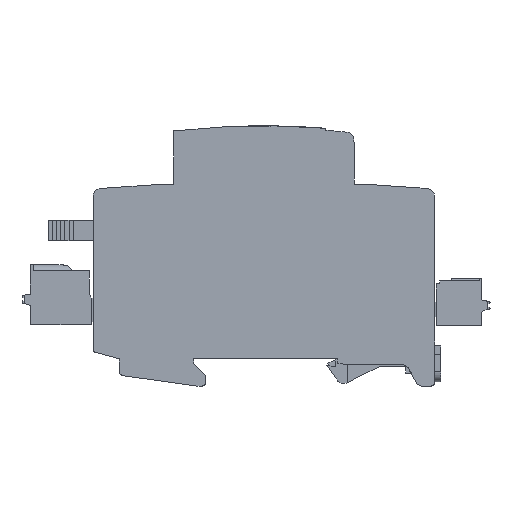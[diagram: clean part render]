
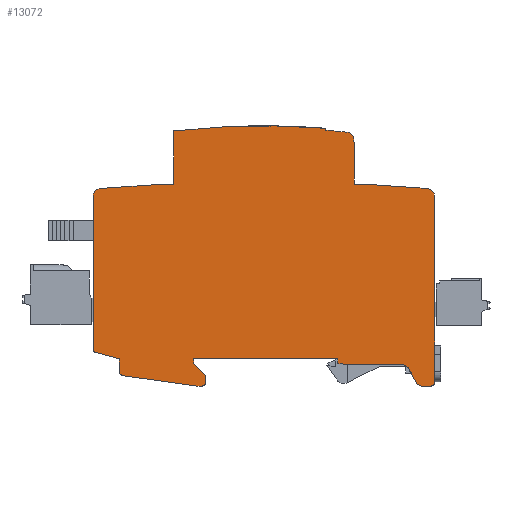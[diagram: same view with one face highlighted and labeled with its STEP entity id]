
A CAD part, left-side view. The second image highlights one B-rep face of the part: STEP entity #13072.
In plain terms, the highlighted planar face has unit normal (-1, 0, 0).
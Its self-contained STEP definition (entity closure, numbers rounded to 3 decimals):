
#365=CIRCLE('',#13879,200.);
#382=CIRCLE('',#13937,1.);
#384=CIRCLE('',#13943,1.5);
#386=CIRCLE('',#13947,1.5);
#387=CIRCLE('',#13952,199.5);
#389=CIRCLE('',#13955,2.);
#391=CIRCLE('',#13961,2.);
#397=CIRCLE('',#13975,1.);
#399=CIRCLE('',#13980,1.);
#401=CIRCLE('',#13985,1.);
#403=CIRCLE('',#13988,2.);
#1795=ORIENTED_EDGE('',*,*,#5278,.F.);
#1796=ORIENTED_EDGE('',*,*,#5363,.F.);
#1797=ORIENTED_EDGE('',*,*,#5360,.F.);
#1798=ORIENTED_EDGE('',*,*,#5357,.F.);
#1799=ORIENTED_EDGE('',*,*,#5015,.F.);
#1800=ORIENTED_EDGE('',*,*,#5355,.F.);
#1801=ORIENTED_EDGE('',*,*,#5352,.F.);
#1802=ORIENTED_EDGE('',*,*,#5349,.F.);
#1803=ORIENTED_EDGE('',*,*,#5346,.F.);
#1804=ORIENTED_EDGE('',*,*,#5343,.F.);
#1805=ORIENTED_EDGE('',*,*,#5324,.F.);
#1806=ORIENTED_EDGE('',*,*,#5321,.F.);
#1807=ORIENTED_EDGE('',*,*,#5318,.F.);
#1808=ORIENTED_EDGE('',*,*,#5315,.F.);
#1809=ORIENTED_EDGE('',*,*,#5312,.F.);
#1810=ORIENTED_EDGE('',*,*,#5076,.F.);
#1811=ORIENTED_EDGE('',*,*,#5160,.F.);
#1812=ORIENTED_EDGE('',*,*,#5156,.F.);
#1813=ORIENTED_EDGE('',*,*,#5277,.F.);
#1814=ORIENTED_EDGE('',*,*,#5275,.T.);
#1815=ORIENTED_EDGE('',*,*,#5271,.F.);
#1816=ORIENTED_EDGE('',*,*,#5268,.F.);
#1817=ORIENTED_EDGE('',*,*,#5260,.F.);
#1818=ORIENTED_EDGE('',*,*,#5251,.F.);
#1819=ORIENTED_EDGE('',*,*,#5220,.F.);
#1820=ORIENTED_EDGE('',*,*,#5299,.F.);
#1821=ORIENTED_EDGE('',*,*,#5296,.F.);
#1822=ORIENTED_EDGE('',*,*,#5293,.F.);
#1823=ORIENTED_EDGE('',*,*,#5290,.F.);
#1824=ORIENTED_EDGE('',*,*,#5287,.F.);
#1825=ORIENTED_EDGE('',*,*,#5284,.F.);
#1826=ORIENTED_EDGE('',*,*,#5281,.F.);
#1827=ORIENTED_EDGE('',*,*,#5023,.F.);
#5015=EDGE_CURVE('',#6807,#6808,#8076,.T.);
#5023=EDGE_CURVE('',#6815,#6816,#365,.T.);
#5076=EDGE_CURVE('',#6866,#6867,#8129,.T.);
#5156=EDGE_CURVE('',#6931,#6932,#8208,.T.);
#5160=EDGE_CURVE('',#6932,#6866,#8212,.T.);
#5220=EDGE_CURVE('',#6974,#6975,#8267,.T.);
#5251=EDGE_CURVE('',#6975,#6995,#382,.T.);
#5260=EDGE_CURVE('',#6995,#7000,#8297,.T.);
#5268=EDGE_CURVE('',#7000,#7005,#384,.T.);
#5271=EDGE_CURVE('',#7005,#7007,#8306,.T.);
#5275=EDGE_CURVE('',#7009,#7007,#386,.T.);
#5277=EDGE_CURVE('',#7009,#6931,#8310,.T.);
#5278=EDGE_CURVE('',#7010,#6815,#8311,.T.);
#5281=EDGE_CURVE('',#6816,#7012,#8314,.T.);
#5284=EDGE_CURVE('',#7012,#7014,#387,.T.);
#5287=EDGE_CURVE('',#7014,#7016,#389,.T.);
#5290=EDGE_CURVE('',#7016,#7018,#8319,.T.);
#5293=EDGE_CURVE('',#7018,#7020,#8322,.T.);
#5296=EDGE_CURVE('',#7020,#7022,#8325,.T.);
#5299=EDGE_CURVE('',#7022,#6974,#391,.T.);
#5312=EDGE_CURVE('',#6867,#7030,#8335,.T.);
#5315=EDGE_CURVE('',#7030,#7032,#8338,.T.);
#5318=EDGE_CURVE('',#7032,#7034,#8341,.T.);
#5321=EDGE_CURVE('',#7034,#7036,#397,.T.);
#5324=EDGE_CURVE('',#7036,#7038,#8345,.T.);
#5343=EDGE_CURVE('',#7038,#7056,#8364,.T.);
#5346=EDGE_CURVE('',#7056,#7058,#399,.T.);
#5349=EDGE_CURVE('',#7058,#7060,#8368,.T.);
#5352=EDGE_CURVE('',#7060,#7062,#8371,.T.);
#5355=EDGE_CURVE('',#7062,#6807,#401,.T.);
#5357=EDGE_CURVE('',#6808,#7064,#403,.T.);
#5360=EDGE_CURVE('',#7064,#7066,#8375,.T.);
#5363=EDGE_CURVE('',#7066,#7010,#8378,.T.);
#6807=VERTEX_POINT('',#19528);
#6808=VERTEX_POINT('',#19529);
#6815=VERTEX_POINT('',#19545);
#6816=VERTEX_POINT('',#19546);
#6866=VERTEX_POINT('',#19695);
#6867=VERTEX_POINT('',#19697);
#6931=VERTEX_POINT('',#19852);
#6932=VERTEX_POINT('',#19854);
#6974=VERTEX_POINT('',#19971);
#6975=VERTEX_POINT('',#19973);
#6995=VERTEX_POINT('',#20034);
#7000=VERTEX_POINT('',#20050);
#7005=VERTEX_POINT('',#20065);
#7007=VERTEX_POINT('',#20071);
#7009=VERTEX_POINT('',#20076);
#7010=VERTEX_POINT('',#20084);
#7012=VERTEX_POINT('',#20090);
#7014=VERTEX_POINT('',#20096);
#7016=VERTEX_POINT('',#20102);
#7018=VERTEX_POINT('',#20108);
#7020=VERTEX_POINT('',#20114);
#7022=VERTEX_POINT('',#20120);
#7030=VERTEX_POINT('',#20150);
#7032=VERTEX_POINT('',#20156);
#7034=VERTEX_POINT('',#20162);
#7036=VERTEX_POINT('',#20168);
#7038=VERTEX_POINT('',#20174);
#7056=VERTEX_POINT('',#20212);
#7058=VERTEX_POINT('',#20218);
#7060=VERTEX_POINT('',#20224);
#7062=VERTEX_POINT('',#20230);
#7064=VERTEX_POINT('',#20239);
#7066=VERTEX_POINT('',#20245);
#8076=LINE('',#19527,#9620);
#8129=LINE('',#19696,#9673);
#8208=LINE('',#19853,#9752);
#8212=LINE('',#19860,#9756);
#8267=LINE('',#19972,#9811);
#8297=LINE('',#20049,#9841);
#8306=LINE('',#20070,#9850);
#8310=LINE('',#20081,#9854);
#8311=LINE('',#20083,#9855);
#8314=LINE('',#20089,#9858);
#8319=LINE('',#20107,#9863);
#8322=LINE('',#20113,#9866);
#8325=LINE('',#20119,#9869);
#8335=LINE('',#20149,#9879);
#8338=LINE('',#20155,#9882);
#8341=LINE('',#20161,#9885);
#8345=LINE('',#20173,#9889);
#8364=LINE('',#20211,#9908);
#8368=LINE('',#20223,#9912);
#8371=LINE('',#20229,#9915);
#8375=LINE('',#20244,#9919);
#8378=LINE('',#20250,#9922);
#9620=VECTOR('',#15662,1000.);
#9673=VECTOR('',#15739,1000.);
#9752=VECTOR('',#15844,1000.);
#9756=VECTOR('',#15850,1000.);
#9811=VECTOR('',#15937,1000.);
#9841=VECTOR('',#16011,1000.);
#9850=VECTOR('',#16030,1000.);
#9854=VECTOR('',#16042,1000.);
#9855=VECTOR('',#16045,1000.);
#9858=VECTOR('',#16050,1000.);
#9863=VECTOR('',#16069,1000.);
#9866=VECTOR('',#16074,1000.);
#9869=VECTOR('',#16079,1000.);
#9879=VECTOR('',#16113,1000.);
#9882=VECTOR('',#16118,1000.);
#9885=VECTOR('',#16123,1000.);
#9889=VECTOR('',#16135,1000.);
#9908=VECTOR('',#16156,1000.);
#9912=VECTOR('',#16168,1000.);
#9915=VECTOR('',#16173,1000.);
#9919=VECTOR('',#16191,1000.);
#9922=VECTOR('',#16196,1000.);
#11003=EDGE_LOOP('',(#1795,#1796,#1797,#1798,#1799,#1800,#1801,#1802,#1803,
#1804,#1805,#1806,#1807,#1808,#1809,#1810,#1811,#1812,#1813,#1814,#1815,
#1816,#1817,#1818,#1819,#1820,#1821,#1822,#1823,#1824,#1825,#1826,#1827));
#11793=FACE_BOUND('',#11003,.T.);
#12471=PLANE('',#13993);
#13072=ADVANCED_FACE('',(#11793),#12471,.F.);
#13879=AXIS2_PLACEMENT_3D('',#19544,#15674,#15675);
#13937=AXIS2_PLACEMENT_3D('',#20033,#15997,#15998);
#13943=AXIS2_PLACEMENT_3D('',#20064,#16024,#16025);
#13947=AXIS2_PLACEMENT_3D('',#20078,#16037,#16038);
#13952=AXIS2_PLACEMENT_3D('',#20095,#16055,#16056);
#13955=AXIS2_PLACEMENT_3D('',#20101,#16062,#16063);
#13961=AXIS2_PLACEMENT_3D('',#20125,#16084,#16085);
#13975=AXIS2_PLACEMENT_3D('',#20167,#16128,#16129);
#13980=AXIS2_PLACEMENT_3D('',#20217,#16161,#16162);
#13985=AXIS2_PLACEMENT_3D('',#20235,#16178,#16179);
#13988=AXIS2_PLACEMENT_3D('',#20238,#16184,#16185);
#13993=AXIS2_PLACEMENT_3D('',#20253,#16200,#16201);
#15662=DIRECTION('',(0.,0.,1.));
#15674=DIRECTION('',(1.,0.,0.));
#15675=DIRECTION('',(0.,0.,-1.));
#15739=DIRECTION('',(0.,1.,0.));
#15844=DIRECTION('',(0.,0.987,0.159));
#15850=DIRECTION('',(0.,0.,1.));
#15937=DIRECTION('',(0.,0.,-1.));
#15997=DIRECTION('',(1.,0.,0.));
#15998=DIRECTION('',(0.,0.,-1.));
#16011=DIRECTION('',(0.,1.,0.));
#16024=DIRECTION('',(1.,0.,0.));
#16025=DIRECTION('',(0.,0.,-1.));
#16030=DIRECTION('',(0.,0.5,0.866));
#16037=DIRECTION('',(1.,0.,0.));
#16038=DIRECTION('',(0.,0.,-1.));
#16042=DIRECTION('',(0.,1.,0.));
#16045=DIRECTION('',(0.,-0.005,1.));
#16050=DIRECTION('',(0.,-0.005,-1.));
#16055=DIRECTION('',(1.,0.,0.));
#16056=DIRECTION('',(0.,0.,-1.));
#16062=DIRECTION('',(1.,0.,0.));
#16063=DIRECTION('',(0.,0.,-1.));
#16069=DIRECTION('',(0.,-0.005,-1.));
#16074=DIRECTION('',(0.,-1.,0.));
#16079=DIRECTION('',(0.,-0.998,-0.07));
#16084=DIRECTION('',(1.,0.,0.));
#16085=DIRECTION('',(0.,0.,-1.));
#16113=DIRECTION('',(0.,0.,-1.));
#16118=DIRECTION('',(0.,-0.707,-0.707));
#16123=DIRECTION('',(0.,0.,-1.));
#16128=DIRECTION('',(1.,0.,0.));
#16129=DIRECTION('',(0.,0.,-1.));
#16135=DIRECTION('',(0.,1.,0.));
#16156=DIRECTION('',(0.,0.99,0.139));
#16161=DIRECTION('',(1.,0.,0.));
#16162=DIRECTION('',(0.,0.,-1.));
#16168=DIRECTION('',(0.,0.009,1.));
#16173=DIRECTION('',(0.,0.966,0.259));
#16178=DIRECTION('',(1.,0.,0.));
#16179=DIRECTION('',(0.,0.,-1.));
#16184=DIRECTION('',(1.,0.,0.));
#16185=DIRECTION('',(0.,0.,-1.));
#16191=DIRECTION('',(0.,-0.998,0.07));
#16196=DIRECTION('',(0.,-1.,0.));
#16200=DIRECTION('',(1.,0.,0.));
#16201=DIRECTION('',(0.,0.,-1.));
#19527=CARTESIAN_POINT('',(0.,85.,9.309));
#19528=CARTESIAN_POINT('',(0.,85.,9.309));
#19529=CARTESIAN_POINT('',(0.,85.,47.211));
#19544=CARTESIAN_POINT('',(0.,42.5,-135.2));
#19545=CARTESIAN_POINT('',(0.,64.931,63.538));
#19546=CARTESIAN_POINT('',(0.,27.073,64.204));
#19695=CARTESIAN_POINT('',(0.,24.07,6.8));
#19696=CARTESIAN_POINT('',(0.,24.07,6.8));
#19697=CARTESIAN_POINT('',(0.,60.,6.8));
#19852=CARTESIAN_POINT('',(0.,21.592,5.3));
#19853=CARTESIAN_POINT('',(0.,21.592,5.3));
#19854=CARTESIAN_POINT('',(0.,24.07,5.7));
#19860=CARTESIAN_POINT('',(0.,24.07,5.7));
#19971=CARTESIAN_POINT('',(0.,0.,47.211));
#19972=CARTESIAN_POINT('',(0.,0.,47.211));
#19973=CARTESIAN_POINT('',(0.,0.,1.));
#20033=CARTESIAN_POINT('',(0.,1.,1.));
#20034=CARTESIAN_POINT('',(0.,1.,0.));
#20049=CARTESIAN_POINT('',(0.,1.,0.));
#20050=CARTESIAN_POINT('',(0.,3.094,0.));
#20064=CARTESIAN_POINT('',(0.,3.094,1.5));
#20065=CARTESIAN_POINT('',(0.,4.393,0.75));
#20070=CARTESIAN_POINT('',(0.,4.393,0.75));
#20071=CARTESIAN_POINT('',(0.,6.587,4.55));
#20076=CARTESIAN_POINT('',(0.,7.886,5.3));
#20078=CARTESIAN_POINT('',(0.,7.886,3.8));
#20081=CARTESIAN_POINT('',(0.,7.886,5.3));
#20083=CARTESIAN_POINT('',(0.,65.,50.3));
#20084=CARTESIAN_POINT('',(0.,65.,50.3));
#20089=CARTESIAN_POINT('',(0.,27.073,64.204));
#20090=CARTESIAN_POINT('',(0.,27.07,63.702));
#20095=CARTESIAN_POINT('',(0.,42.5,-135.2));
#20096=CARTESIAN_POINT('',(0.,21.85,63.228));
#20101=CARTESIAN_POINT('',(0.,22.057,61.239));
#20102=CARTESIAN_POINT('',(0.,20.057,61.25));
#20107=CARTESIAN_POINT('',(0.,20.057,61.25));
#20108=CARTESIAN_POINT('',(0.,20.,50.3));
#20113=CARTESIAN_POINT('',(0.,20.,50.3));
#20114=CARTESIAN_POINT('',(0.,17.5,50.3));
#20119=CARTESIAN_POINT('',(0.,17.5,50.3));
#20120=CARTESIAN_POINT('',(0.,1.86,49.206));
#20125=CARTESIAN_POINT('',(0.,2.,47.211));
#20149=CARTESIAN_POINT('',(0.,60.,6.8));
#20150=CARTESIAN_POINT('',(0.,60.,5.75));
#20155=CARTESIAN_POINT('',(0.,60.,5.75));
#20156=CARTESIAN_POINT('',(0.,57.,2.75));
#20161=CARTESIAN_POINT('',(0.,57.,2.75));
#20162=CARTESIAN_POINT('',(0.,57.,1.));
#20167=CARTESIAN_POINT('',(0.,58.,1.));
#20168=CARTESIAN_POINT('',(0.,58.,0.));
#20173=CARTESIAN_POINT('',(0.,58.,0.));
#20174=CARTESIAN_POINT('',(0.,58.933,0.));
#20211=CARTESIAN_POINT('',(0.,58.933,0.));
#20212=CARTESIAN_POINT('',(0.,77.611,2.625));
#20217=CARTESIAN_POINT('',(0.,77.472,3.615));
#20218=CARTESIAN_POINT('',(0.,78.472,3.607));
#20223=CARTESIAN_POINT('',(0.,78.472,3.607));
#20224=CARTESIAN_POINT('',(0.,78.5,6.8));
#20229=CARTESIAN_POINT('',(0.,78.5,6.8));
#20230=CARTESIAN_POINT('',(0.,84.259,8.343));
#20235=CARTESIAN_POINT('',(0.,84.,9.309));
#20238=CARTESIAN_POINT('',(0.,83.,47.211));
#20239=CARTESIAN_POINT('',(0.,83.14,49.206));
#20244=CARTESIAN_POINT('',(0.,83.14,49.206));
#20245=CARTESIAN_POINT('',(0.,67.5,50.3));
#20250=CARTESIAN_POINT('',(0.,67.5,50.3));
#20253=CARTESIAN_POINT('',(0.,42.5,-135.2));
